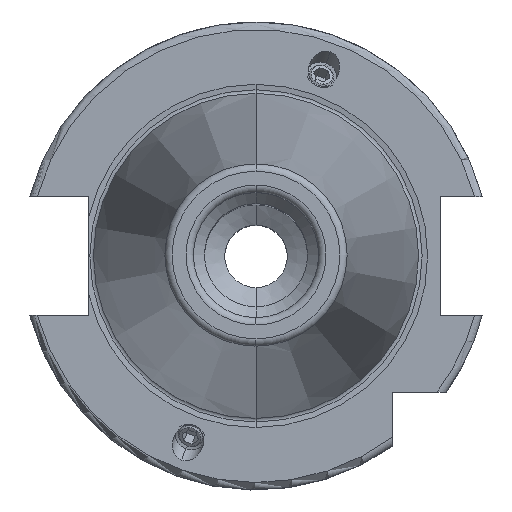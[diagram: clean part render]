
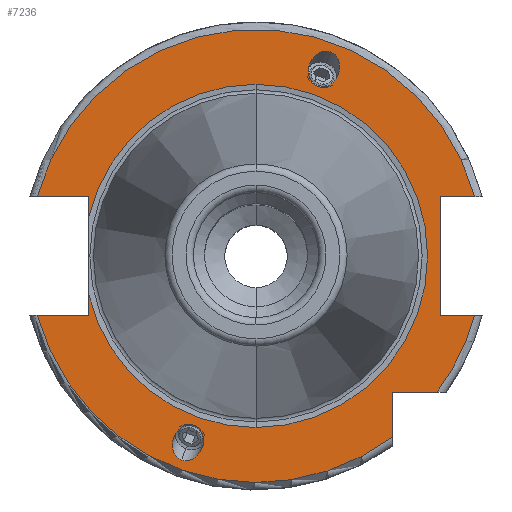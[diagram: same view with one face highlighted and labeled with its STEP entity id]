
A CAD part, top view. The second image highlights one B-rep face of the part: STEP entity #7236.
In plain terms, the highlighted planar face has unit normal (0, 0, 1).
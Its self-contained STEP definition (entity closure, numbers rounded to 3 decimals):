
#1143=DIRECTION('',(1,0,0));
#1144=VECTOR('',#1143,7.004);
#1145=CARTESIAN_POINT('',(-29.704,-8.05,18.1));
#1146=LINE('',#1145,#1144);
#1147=DIRECTION('',(0,1,0));
#1148=VECTOR('',#1147,2.753);
#1149=CARTESIAN_POINT('',(-22.7,-8.05,18.1));
#1150=LINE('',#1149,#1148);
#1151=DIRECTION('',(0,1,0));
#1152=VECTOR('',#1151,2.753);
#1153=CARTESIAN_POINT('',(-22.7,5.297,18.1));
#1154=LINE('',#1153,#1152);
#1155=DIRECTION('',(1,0,0));
#1156=VECTOR('',#1155,7.004);
#1157=CARTESIAN_POINT('',(-29.704,8.05,18.1));
#1158=LINE('',#1157,#1156);
#1159=DIRECTION('',(-1,0,0));
#1160=VECTOR('',#1159,4.704);
#1161=CARTESIAN_POINT('',(29.704,8.05,18.1));
#1162=LINE('',#1161,#1160);
#1163=DIRECTION('',(0,-1,0));
#1164=VECTOR('',#1163,16.1);
#1165=CARTESIAN_POINT('',(25,8.05,18.1));
#1166=LINE('',#1165,#1164);
#1167=DIRECTION('',(-1,0,0));
#1168=VECTOR('',#1167,4.704);
#1169=CARTESIAN_POINT('',(29.704,-8.05,18.1));
#1170=LINE('',#1169,#1168);
#1171=CARTESIAN_POINT('',(0,0,18.1));
#1172=DIRECTION('',(0,0,1));
#1173=DIRECTION('',(0.799,-0.601,0));
#1174=AXIS2_PLACEMENT_3D('',#1171,#1172,#1173);
#1176=DIRECTION('',(-1,0,0));
#1177=VECTOR('',#1176,6.094);
#1178=CARTESIAN_POINT('',(24.594,-18.5,18.1));
#1179=LINE('',#1178,#1177);
#1180=DIRECTION('',(0,1,0));
#1181=VECTOR('',#1180,6.094);
#1182=CARTESIAN_POINT('',(18.5,-24.594,18.1));
#1183=LINE('',#1182,#1181);
#1184=CARTESIAN_POINT('',(10.09,27.723,18.1));
#1185=CARTESIAN_POINT('',(9.863,27.806,18.1));
#1186=CARTESIAN_POINT('',(9.337,27.884,18.1));
#1187=CARTESIAN_POINT('',(8.455,27.594,18.1));
#1188=CARTESIAN_POINT('',(7.834,27.033,18.1));
#1189=CARTESIAN_POINT('',(7.483,26.49,18.1));
#1190=CARTESIAN_POINT('',(7.298,26.077,18.1));
#1191=CARTESIAN_POINT('',(7.174,25.641,18.1));
#1192=CARTESIAN_POINT('',(7.094,25.,18.1));
#1193=CARTESIAN_POINT('',(7.208,24.17,18.1));
#1194=CARTESIAN_POINT('',(7.698,23.381,18.1));
#1195=CARTESIAN_POINT('',(8.152,23.103,18.1));
#1196=CARTESIAN_POINT('',(8.379,23.02,18.1));
#1198=CARTESIAN_POINT('',(8.379,23.02,18.1));
#1199=CARTESIAN_POINT('',(8.606,22.937,18.1));
#1200=CARTESIAN_POINT('',(9.133,22.859,18.1));
#1201=CARTESIAN_POINT('',(10.014,23.149,18.1));
#1202=CARTESIAN_POINT('',(10.635,23.711,18.1));
#1203=CARTESIAN_POINT('',(10.986,24.253,18.1));
#1204=CARTESIAN_POINT('',(11.171,24.667,18.1));
#1205=CARTESIAN_POINT('',(11.295,25.103,18.1));
#1206=CARTESIAN_POINT('',(11.375,25.744,18.1));
#1207=CARTESIAN_POINT('',(11.261,26.573,18.1));
#1208=CARTESIAN_POINT('',(10.771,27.362,18.1));
#1209=CARTESIAN_POINT('',(10.318,27.641,18.1));
#1210=CARTESIAN_POINT('',(10.09,27.723,18.1));
#1212=CARTESIAN_POINT('',(-10.09,-27.723,18.1));
#1213=CARTESIAN_POINT('',(-10.318,-27.641,18.1));
#1214=CARTESIAN_POINT('',(-10.771,-27.362,18.1));
#1215=CARTESIAN_POINT('',(-11.261,-26.573,18.1));
#1216=CARTESIAN_POINT('',(-11.375,-25.744,18.1));
#1217=CARTESIAN_POINT('',(-11.295,-25.103,18.1));
#1218=CARTESIAN_POINT('',(-11.171,-24.667,18.1));
#1219=CARTESIAN_POINT('',(-10.986,-24.253,18.1));
#1220=CARTESIAN_POINT('',(-10.635,-23.711,18.1));
#1221=CARTESIAN_POINT('',(-10.014,-23.149,18.1));
#1222=CARTESIAN_POINT('',(-9.133,-22.859,18.1));
#1223=CARTESIAN_POINT('',(-8.606,-22.937,18.1));
#1224=CARTESIAN_POINT('',(-8.379,-23.02,18.1));
#1226=CARTESIAN_POINT('',(-8.379,-23.02,18.1));
#1227=CARTESIAN_POINT('',(-8.152,-23.103,18.1));
#1228=CARTESIAN_POINT('',(-7.698,-23.381,18.1));
#1229=CARTESIAN_POINT('',(-7.208,-24.17,18.1));
#1230=CARTESIAN_POINT('',(-7.094,-25.,18.1));
#1231=CARTESIAN_POINT('',(-7.174,-25.641,18.1));
#1232=CARTESIAN_POINT('',(-7.298,-26.077,18.1));
#1233=CARTESIAN_POINT('',(-7.483,-26.49,18.1));
#1234=CARTESIAN_POINT('',(-7.834,-27.033,18.1));
#1235=CARTESIAN_POINT('',(-8.455,-27.594,18.1));
#1236=CARTESIAN_POINT('',(-9.337,-27.884,18.1));
#1237=CARTESIAN_POINT('',(-9.863,-27.806,18.1));
#1238=CARTESIAN_POINT('',(-10.09,-27.723,18.1));
#1248=CARTESIAN_POINT('',(0,0,18.1));
#1249=DIRECTION('',(0,0,1));
#1250=DIRECTION('',(0,1,0));
#1251=AXIS2_PLACEMENT_3D('',#1248,#1249,#1250);
#1261=CARTESIAN_POINT('',(0,0,18.1));
#1262=DIRECTION('',(0,0,1));
#1263=DIRECTION('',(-0.974,-0.227,0));
#1264=AXIS2_PLACEMENT_3D('',#1261,#1262,#1263);
#1266=CARTESIAN_POINT('',(0,0,18.1));
#1267=DIRECTION('',(0,0,-1));
#1268=DIRECTION('',(0,1,0));
#1269=AXIS2_PLACEMENT_3D('',#1266,#1267,#1268);
#4913=CARTESIAN_POINT('',(0,0,18.1));
#4914=DIRECTION('',(0,0,1));
#4915=DIRECTION('',(0.965,0.262,0));
#4916=AXIS2_PLACEMENT_3D('',#4913,#4914,#4915);
#4964=CARTESIAN_POINT('',(0,0,18.1));
#4965=DIRECTION('',(0,0,1));
#4966=DIRECTION('',(-0.965,-0.262,0));
#4967=AXIS2_PLACEMENT_3D('',#4964,#4965,#4966);
#5531=CARTESIAN_POINT('',(-29.704,-8.05,18.1));
#5532=CARTESIAN_POINT('',(-22.7,-8.05,18.1));
#5533=VERTEX_POINT('',#5531);
#5534=VERTEX_POINT('',#5532);
#5535=CARTESIAN_POINT('',(-22.7,-5.297,18.1));
#5536=VERTEX_POINT('',#5535);
#5537=CARTESIAN_POINT('',(-22.7,5.297,18.1));
#5538=CARTESIAN_POINT('',(-22.7,8.05,18.1));
#5539=VERTEX_POINT('',#5537);
#5540=VERTEX_POINT('',#5538);
#5541=CARTESIAN_POINT('',(-29.704,8.05,18.1));
#5542=VERTEX_POINT('',#5541);
#5543=CARTESIAN_POINT('',(25,8.05,18.1));
#5544=CARTESIAN_POINT('',(25,-8.05,18.1));
#5545=VERTEX_POINT('',#5543);
#5546=VERTEX_POINT('',#5544);
#5547=CARTESIAN_POINT('',(29.704,-8.05,18.1));
#5548=VERTEX_POINT('',#5547);
#5549=CARTESIAN_POINT('',(29.704,8.05,18.1));
#5550=VERTEX_POINT('',#5549);
#5551=CARTESIAN_POINT('',(18.5,-24.594,18.1));
#5552=CARTESIAN_POINT('',(18.5,-18.5,18.1));
#5553=VERTEX_POINT('',#5551);
#5554=VERTEX_POINT('',#5552);
#5555=CARTESIAN_POINT('',(24.594,-18.5,18.1));
#5556=VERTEX_POINT('',#5555);
#5659=VERTEX_POINT('',#1184);
#5660=VERTEX_POINT('',#1196);
#5710=CARTESIAN_POINT('',(-10.09,-27.723,18.1));
#5712=VERTEX_POINT('',#5710);
#5717=CARTESIAN_POINT('',(-8.379,-23.02,18.1));
#5718=VERTEX_POINT('',#5717);
#5765=CARTESIAN_POINT('',(0,23.31,18.1));
#5766=VERTEX_POINT('',#5765);
#5767=CARTESIAN_POINT('',(0,-23.31,18.1));
#5768=VERTEX_POINT('',#5767);
#7195=CARTESIAN_POINT('',(0,0,18.1));
#7196=DIRECTION('',(0,0,-1));
#7197=DIRECTION('',(0,-1,0));
#7198=AXIS2_PLACEMENT_3D('',#7195,#7196,#7197);
#7199=PLANE('',#7198);
#7200=ORIENTED_EDGE('',*,*,#7065,.T.);
#7201=ORIENTED_EDGE('',*,*,#7089,.T.);
#7203=ORIENTED_EDGE('',*,*,#7202,.T.);
#7205=ORIENTED_EDGE('',*,*,#7204,.F.);
#7207=ORIENTED_EDGE('',*,*,#7206,.T.);
#7208=ORIENTED_EDGE('',*,*,#7085,.T.);
#7209=ORIENTED_EDGE('',*,*,#7112,.F.);
#7211=ORIENTED_EDGE('',*,*,#7210,.F.);
#7212=ORIENTED_EDGE('',*,*,#7161,.T.);
#7213=ORIENTED_EDGE('',*,*,#7183,.T.);
#7214=ORIENTED_EDGE('',*,*,#6295,.F.);
#7216=ORIENTED_EDGE('',*,*,#7215,.F.);
#7217=ORIENTED_EDGE('',*,*,#6960,.T.);
#7219=ORIENTED_EDGE('',*,*,#7218,.F.);
#7221=ORIENTED_EDGE('',*,*,#7220,.F.);
#7222=EDGE_LOOP('',(#7200,#7201,#7203,#7205,#7207,#7208,#7209,#7211,#7212,#7213,
#7214,#7216,#7217,#7219,#7221));
#7223=FACE_OUTER_BOUND('',#7222,.F.);
#7225=ORIENTED_EDGE('',*,*,#7224,.T.);
#7227=ORIENTED_EDGE('',*,*,#7226,.T.);
#7228=EDGE_LOOP('',(#7225,#7227));
#7229=FACE_BOUND('',#7228,.F.);
#7231=ORIENTED_EDGE('',*,*,#7230,.F.);
#7233=ORIENTED_EDGE('',*,*,#7232,.F.);
#7234=EDGE_LOOP('',(#7231,#7233));
#7235=FACE_BOUND('',#7234,.F.);
#7236=ADVANCED_FACE('',(#7223,#7229,#7235),#7199,.F.);
#1175=CIRCLE('',#1174,30.775);
#1197=B_SPLINE_CURVE_WITH_KNOTS('',3,(#1184,#1185,#1186,#1187,#1188,#1189,#1190,
#1191,#1192,#1193,#1194,#1195,#1196),.UNSPECIFIED.,.F.,.F.,(4,1,1,1,1,1,1,1,1,1,
4),(0,0.125,0.25,0.375,0.438,0.5,0.563,0.625,0.75,0.875,
1.0),.UNSPECIFIED.);
#1211=B_SPLINE_CURVE_WITH_KNOTS('',3,(#1198,#1199,#1200,#1201,#1202,#1203,#1204,
#1205,#1206,#1207,#1208,#1209,#1210),.UNSPECIFIED.,.F.,.F.,(4,1,1,1,1,1,1,1,1,1,
4),(0,0.125,0.25,0.375,0.438,0.5,0.563,0.625,0.75,0.875,
1.0),.UNSPECIFIED.);
#1225=B_SPLINE_CURVE_WITH_KNOTS('',3,(#1212,#1213,#1214,#1215,#1216,#1217,#1218,
#1219,#1220,#1221,#1222,#1223,#1224),.UNSPECIFIED.,.F.,.F.,(4,1,1,1,1,1,1,1,1,1,
4),(0,0.125,0.25,0.375,0.438,0.5,0.563,0.625,0.75,0.875,
1.0),.UNSPECIFIED.);
#1239=B_SPLINE_CURVE_WITH_KNOTS('',3,(#1226,#1227,#1228,#1229,#1230,#1231,#1232,
#1233,#1234,#1235,#1236,#1237,#1238),.UNSPECIFIED.,.F.,.F.,(4,1,1,1,1,1,1,1,1,1,
4),(0,0.125,0.25,0.375,0.438,0.5,0.563,0.625,0.75,0.875,
1.0),.UNSPECIFIED.);
#1252=CIRCLE('',#1251,23.31);
#1265=CIRCLE('',#1264,23.31);
#1270=CIRCLE('',#1269,23.31);
#4917=CIRCLE('',#4916,30.775);
#4968=CIRCLE('',#4967,30.775);
#6295=EDGE_CURVE('',#5548,#5546,#1170,.T.);
#6960=EDGE_CURVE('',#5556,#5554,#1179,.T.);
#7065=EDGE_CURVE('',#5533,#5534,#1146,.T.);
#7085=EDGE_CURVE('',#5539,#5540,#1154,.T.);
#7089=EDGE_CURVE('',#5534,#5536,#1150,.T.);
#7112=EDGE_CURVE('',#5542,#5540,#1158,.T.);
#7161=EDGE_CURVE('',#5550,#5545,#1162,.T.);
#7183=EDGE_CURVE('',#5545,#5546,#1166,.T.);
#7202=EDGE_CURVE('',#5536,#5768,#1265,.T.);
#7204=EDGE_CURVE('',#5766,#5768,#1270,.T.);
#7206=EDGE_CURVE('',#5766,#5539,#1252,.T.);
#7210=EDGE_CURVE('',#5550,#5542,#4917,.T.);
#7215=EDGE_CURVE('',#5556,#5548,#1175,.T.);
#7218=EDGE_CURVE('',#5553,#5554,#1183,.T.);
#7220=EDGE_CURVE('',#5533,#5553,#4968,.T.);
#7224=EDGE_CURVE('',#5659,#5660,#1197,.T.);
#7226=EDGE_CURVE('',#5660,#5659,#1211,.T.);
#7230=EDGE_CURVE('',#5712,#5718,#1225,.T.);
#7232=EDGE_CURVE('',#5718,#5712,#1239,.T.);
